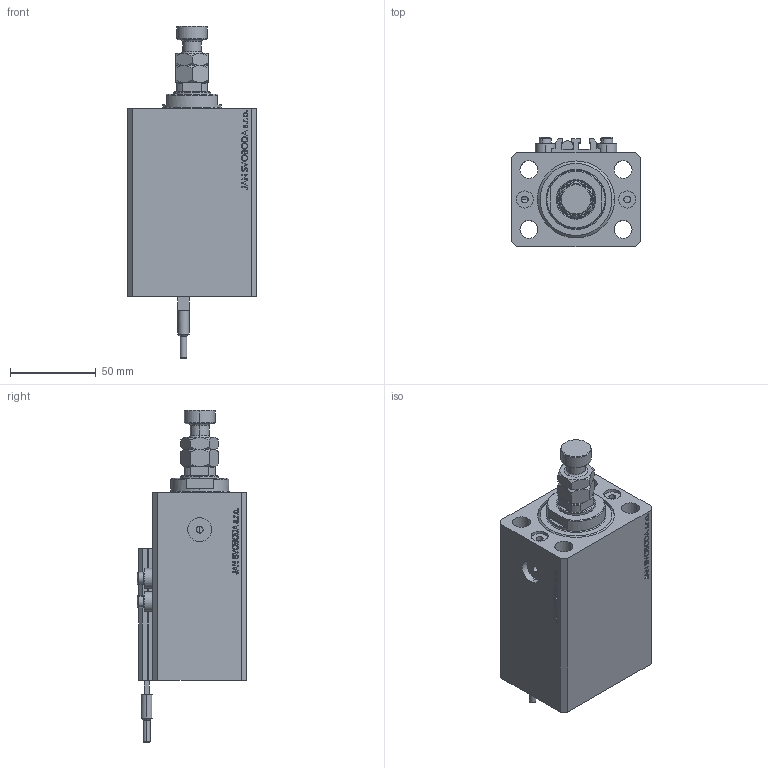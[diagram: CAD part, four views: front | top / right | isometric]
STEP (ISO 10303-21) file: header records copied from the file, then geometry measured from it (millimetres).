
FILE_DESCRIPTION (( 'STEP AP203' ), '1' );
FILE_NAME ('1d8d.STEP', '2022-04-09T13:20:13', ( '' ), ( '' ), 'SwSTEP 2.0', 'SolidWorks 2019', '' );
FILE_SCHEMA (( 'CONFIG_CONTROL_DESIGN' ));
Length unit declared in the file: millimetre
Products named in the file (7): ALLEN BOLT V250CE 10ad521dff124b89c16f9f2cfe0f140c; 1d8d; V250CE_C_Body 10ad521dff124b89c16f9f2cfe0f140c; V250CE_C_VCP 10ad521dff124b89c16f9f2cfe0f140c; V250CE_VC_C 10ad521dff124b89c16f9f2cfe0f140c; SWITCH_V250CE 10ad521dff124b89c16f9f2cfe0f140c; MFA 10ad521dff124b89c16f9f2cfe0f140c
Assembly tree (9 placements, depth 2):
  1d8d
    V250CE_C_Body 10ad521dff124b89c16f9f2cfe0f140c
    ALLEN BOLT V250CE 10ad521dff124b89c16f9f2cfe0f140c  x4
    V250CE_C_VCP 10ad521dff124b89c16f9f2cfe0f140c
    V250CE_VC_C 10ad521dff124b89c16f9f2cfe0f140c
    MFA 10ad521dff124b89c16f9f2cfe0f140c
    SWITCH_V250CE 10ad521dff124b89c16f9f2cfe0f140c
Bounding box: 75 x 64 x 193.9 mm (x, y, z)
Volume: 418722.3 mm3; surface area: 97845.2 mm2
Topology: 10 solids, 10 shells, 1111 faces, 2763 edges, 1791 vertices
Faces by surface type: plane 535, bspline 374, cylinder 96, cone 86, torus 20
Entity records: 49691 total; most frequent: CARTESIAN_POINT 26540, ORIENTED_EDGE 5216, DIRECTION 3364, EDGE_CURVE 2608, VERTEX_POINT 1707, LINE 1538, VECTOR 1538, EDGE_LOOP 1161
